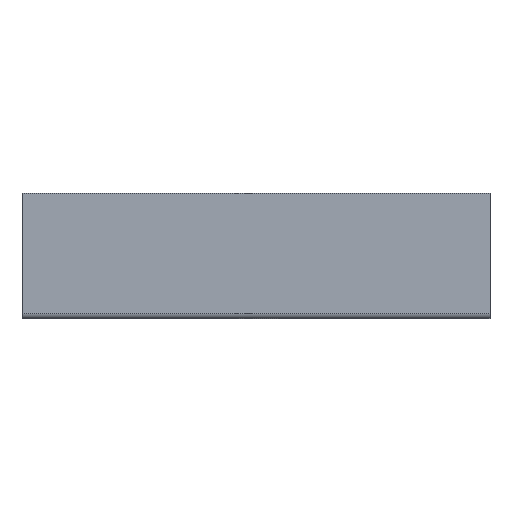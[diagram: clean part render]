
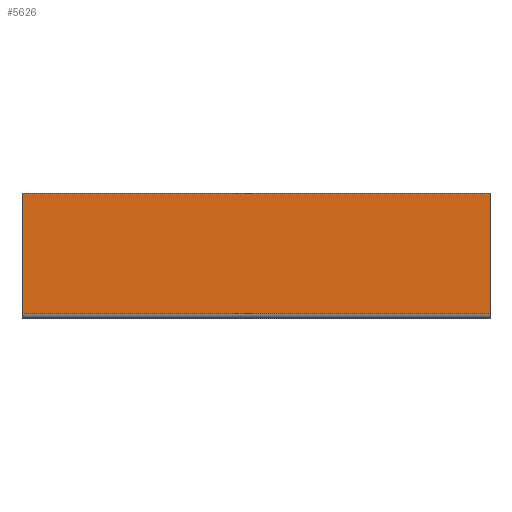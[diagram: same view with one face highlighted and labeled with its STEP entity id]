
A CAD part, top view. The second image highlights one B-rep face of the part: STEP entity #5626.
In plain terms, the highlighted planar face has unit normal (0, 0, 1).
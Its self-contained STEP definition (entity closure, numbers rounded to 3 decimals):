
#100 = PLANE('',#101);
#101 = AXIS2_PLACEMENT_3D('',#102,#103,#104);
#102 = CARTESIAN_POINT('',(-20.,-5.141,0.));
#103 = DIRECTION('',(-1.,0.,0.));
#104 = DIRECTION('',(0.,0.,-1.));
#128 = PLANE('',#129);
#129 = AXIS2_PLACEMENT_3D('',#130,#131,#132);
#130 = CARTESIAN_POINT('',(-20.,0.,20.));
#131 = DIRECTION('',(0.,1.,0.));
#132 = DIRECTION('',(0.,0.,-1.));
#156 = PLANE('',#157);
#157 = AXIS2_PLACEMENT_3D('',#158,#159,#160);
#158 = CARTESIAN_POINT('',(20.,-5.141,0.));
#159 = DIRECTION('',(-1.,0.,0.));
#160 = DIRECTION('',(0.,0.,-1.));
#1187 = EDGE_CURVE('',#1188,#1190,#1192,.T.);
#1188 = VERTEX_POINT('',#1189);
#1189 = CARTESIAN_POINT('',(-20.,-10.31,20.));
#1190 = VERTEX_POINT('',#1191);
#1191 = CARTESIAN_POINT('',(-20.,0.,20.));
#1192 = SURFACE_CURVE('',#1193,(#1197,#1204),.PCURVE_S1.);
#1193 = LINE('',#1194,#1195);
#1194 = CARTESIAN_POINT('',(-20.,-10.7,20.));
#1195 = VECTOR('',#1196,1.);
#1196 = DIRECTION('',(0.,1.,0.));
#1197 = PCURVE('',#100,#1198);
#1198 = DEFINITIONAL_REPRESENTATION('',(#1199),#1203);
#1199 = LINE('',#1200,#1201);
#1200 = CARTESIAN_POINT('',(-20.,5.559));
#1201 = VECTOR('',#1202,1.);
#1202 = DIRECTION('',(0.,-1.));
#1203 = ( GEOMETRIC_REPRESENTATION_CONTEXT(2) 
PARAMETRIC_REPRESENTATION_CONTEXT() REPRESENTATION_CONTEXT('2D SPACE',''
  ) );
#1204 = PCURVE('',#1205,#1210);
#1205 = PLANE('',#1206);
#1206 = AXIS2_PLACEMENT_3D('',#1207,#1208,#1209);
#1207 = CARTESIAN_POINT('',(-20.,-10.7,20.));
#1208 = DIRECTION('',(0.,0.,1.));
#1209 = DIRECTION('',(0.,1.,0.));
#1210 = DEFINITIONAL_REPRESENTATION('',(#1211),#1215);
#1211 = LINE('',#1212,#1213);
#1212 = CARTESIAN_POINT('',(0.,0.));
#1213 = VECTOR('',#1214,1.);
#1214 = DIRECTION('',(1.,0.));
#1215 = ( GEOMETRIC_REPRESENTATION_CONTEXT(2) 
PARAMETRIC_REPRESENTATION_CONTEXT() REPRESENTATION_CONTEXT('2D SPACE',''
  ) );
#2945 = CYLINDRICAL_SURFACE('',#2946,0.39);
#2946 = AXIS2_PLACEMENT_3D('',#2947,#2948,#2949);
#2947 = CARTESIAN_POINT('',(-20.,-10.31,19.61));
#2948 = DIRECTION('',(1.,0.,0.));
#2949 = DIRECTION('',(0.,0.,1.));
#2960 = EDGE_CURVE('',#1190,#2961,#2963,.T.);
#2961 = VERTEX_POINT('',#2962);
#2962 = CARTESIAN_POINT('',(20.,0.,20.));
#2963 = SURFACE_CURVE('',#2964,(#2968,#2975),.PCURVE_S1.);
#2964 = LINE('',#2965,#2966);
#2965 = CARTESIAN_POINT('',(-20.,0.,20.));
#2966 = VECTOR('',#2967,1.);
#2967 = DIRECTION('',(1.,0.,0.));
#2968 = PCURVE('',#128,#2969);
#2969 = DEFINITIONAL_REPRESENTATION('',(#2970),#2974);
#2970 = LINE('',#2971,#2972);
#2971 = CARTESIAN_POINT('',(0.,-0.));
#2972 = VECTOR('',#2973,1.);
#2973 = DIRECTION('',(0.,-1.));
#2974 = ( GEOMETRIC_REPRESENTATION_CONTEXT(2) 
PARAMETRIC_REPRESENTATION_CONTEXT() REPRESENTATION_CONTEXT('2D SPACE',''
  ) );
#2975 = PCURVE('',#1205,#2976);
#2976 = DEFINITIONAL_REPRESENTATION('',(#2977),#2981);
#2977 = LINE('',#2978,#2979);
#2978 = CARTESIAN_POINT('',(10.7,0.));
#2979 = VECTOR('',#2980,1.);
#2980 = DIRECTION('',(0.,-1.));
#2981 = ( GEOMETRIC_REPRESENTATION_CONTEXT(2) 
PARAMETRIC_REPRESENTATION_CONTEXT() REPRESENTATION_CONTEXT('2D SPACE',''
  ) );
#3104 = EDGE_CURVE('',#3105,#2961,#3107,.T.);
#3105 = VERTEX_POINT('',#3106);
#3106 = CARTESIAN_POINT('',(20.,-10.31,20.));
#3107 = SURFACE_CURVE('',#3108,(#3112,#3119),.PCURVE_S1.);
#3108 = LINE('',#3109,#3110);
#3109 = CARTESIAN_POINT('',(20.,-10.7,20.));
#3110 = VECTOR('',#3111,1.);
#3111 = DIRECTION('',(0.,1.,0.));
#3112 = PCURVE('',#156,#3113);
#3113 = DEFINITIONAL_REPRESENTATION('',(#3114),#3118);
#3114 = LINE('',#3115,#3116);
#3115 = CARTESIAN_POINT('',(-20.,5.559));
#3116 = VECTOR('',#3117,1.);
#3117 = DIRECTION('',(0.,-1.));
#3118 = ( GEOMETRIC_REPRESENTATION_CONTEXT(2) 
PARAMETRIC_REPRESENTATION_CONTEXT() REPRESENTATION_CONTEXT('2D SPACE',''
  ) );
#3119 = PCURVE('',#1205,#3120);
#3120 = DEFINITIONAL_REPRESENTATION('',(#3121),#3125);
#3121 = LINE('',#3122,#3123);
#3122 = CARTESIAN_POINT('',(0.,-40.));
#3123 = VECTOR('',#3124,1.);
#3124 = DIRECTION('',(1.,0.));
#3125 = ( GEOMETRIC_REPRESENTATION_CONTEXT(2) 
PARAMETRIC_REPRESENTATION_CONTEXT() REPRESENTATION_CONTEXT('2D SPACE',''
  ) );
#5626 = ADVANCED_FACE('',(#5627),#1205,.T.);
#5627 = FACE_BOUND('',#5628,.T.);
#5628 = EDGE_LOOP('',(#5629,#5630,#5651,#5652));
#5629 = ORIENTED_EDGE('',*,*,#1187,.F.);
#5630 = ORIENTED_EDGE('',*,*,#5631,.T.);
#5631 = EDGE_CURVE('',#1188,#3105,#5632,.T.);
#5632 = SURFACE_CURVE('',#5633,(#5637,#5644),.PCURVE_S1.);
#5633 = LINE('',#5634,#5635);
#5634 = CARTESIAN_POINT('',(-20.,-10.31,20.));
#5635 = VECTOR('',#5636,1.);
#5636 = DIRECTION('',(1.,0.,0.));
#5637 = PCURVE('',#1205,#5638);
#5638 = DEFINITIONAL_REPRESENTATION('',(#5639),#5643);
#5639 = LINE('',#5640,#5641);
#5640 = CARTESIAN_POINT('',(0.39,0.));
#5641 = VECTOR('',#5642,1.);
#5642 = DIRECTION('',(0.,-1.));
#5643 = ( GEOMETRIC_REPRESENTATION_CONTEXT(2) 
PARAMETRIC_REPRESENTATION_CONTEXT() REPRESENTATION_CONTEXT('2D SPACE',''
  ) );
#5644 = PCURVE('',#2945,#5645);
#5645 = DEFINITIONAL_REPRESENTATION('',(#5646),#5650);
#5646 = LINE('',#5647,#5648);
#5647 = CARTESIAN_POINT('',(0.,0.));
#5648 = VECTOR('',#5649,1.);
#5649 = DIRECTION('',(0.,1.));
#5650 = ( GEOMETRIC_REPRESENTATION_CONTEXT(2) 
PARAMETRIC_REPRESENTATION_CONTEXT() REPRESENTATION_CONTEXT('2D SPACE',''
  ) );
#5651 = ORIENTED_EDGE('',*,*,#3104,.T.);
#5652 = ORIENTED_EDGE('',*,*,#2960,.F.);
